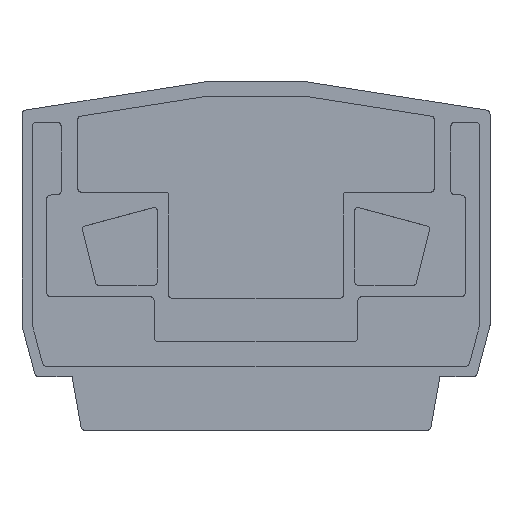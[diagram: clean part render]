
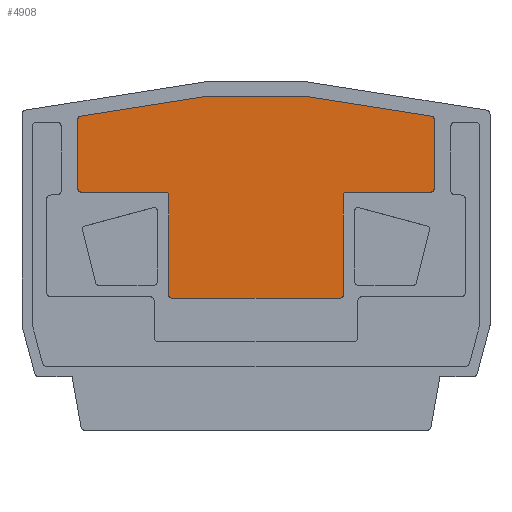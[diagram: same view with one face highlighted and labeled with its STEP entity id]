
A CAD part, top view. The second image highlights one B-rep face of the part: STEP entity #4908.
In plain terms, the highlighted planar face has unit normal (0, 0, 1).
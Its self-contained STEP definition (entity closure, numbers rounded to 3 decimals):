
#1261=DIRECTION('',(-1.,0.,0.));
#1262=VECTOR('',#1261,5.85);
#1263=CARTESIAN_POINT('',(12.05,12.7,3.9));
#1264=LINE('',#1263,#1262);
#1265=CARTESIAN_POINT('',(6.2,12.5,3.9));
#1266=DIRECTION('',(0.,0.,1.));
#1267=DIRECTION('',(0.,1.,0.));
#1268=AXIS2_PLACEMENT_3D('',#1265,#1266,#1267);
#1270=DIRECTION('',(0.,-1.,0.));
#1271=VECTOR('',#1270,6.9);
#1272=CARTESIAN_POINT('',(6.,12.5,3.9));
#1273=LINE('',#1272,#1271);
#1274=CARTESIAN_POINT('',(5.8,5.6,3.9));
#1275=DIRECTION('',(0.,0.,-1.));
#1276=DIRECTION('',(1.,0.,0.));
#1277=AXIS2_PLACEMENT_3D('',#1274,#1275,#1276);
#1279=DIRECTION('',(-1.,0.,0.));
#1280=VECTOR('',#1279,11.6);
#1281=CARTESIAN_POINT('',(5.8,5.4,3.9));
#1282=LINE('',#1281,#1280);
#1283=CARTESIAN_POINT('',(-5.8,5.6,3.9));
#1284=DIRECTION('',(0.,0.,-1.));
#1285=DIRECTION('',(0.,-1.,0.));
#1286=AXIS2_PLACEMENT_3D('',#1283,#1284,#1285);
#1288=DIRECTION('',(0.,1.,0.));
#1289=VECTOR('',#1288,6.9);
#1290=CARTESIAN_POINT('',(-6.,5.6,3.9));
#1291=LINE('',#1290,#1289);
#1292=CARTESIAN_POINT('',(-6.2,12.5,3.9));
#1293=DIRECTION('',(0.,0.,1.));
#1294=DIRECTION('',(1.,0.,0.));
#1295=AXIS2_PLACEMENT_3D('',#1292,#1293,#1294);
#1297=DIRECTION('',(-1.,0.,0.));
#1298=VECTOR('',#1297,5.85);
#1299=CARTESIAN_POINT('',(-6.2,12.7,3.9));
#1300=LINE('',#1299,#1298);
#1301=CARTESIAN_POINT('',(-12.05,12.9,3.9));
#1302=DIRECTION('',(0.,0.,-1.));
#1303=DIRECTION('',(0.,-1.,0.));
#1304=AXIS2_PLACEMENT_3D('',#1301,#1302,#1303);
#1306=DIRECTION('',(0.,1.,0.));
#1307=VECTOR('',#1306,4.822);
#1308=CARTESIAN_POINT('',(-12.25,12.9,3.9));
#1309=LINE('',#1308,#1307);
#1310=CARTESIAN_POINT('',(-12.05,17.722,3.9));
#1311=DIRECTION('',(0.,0.,-1.));
#1312=DIRECTION('',(-1.,0.,0.));
#1313=AXIS2_PLACEMENT_3D('',#1310,#1311,#1312);
#1315=DIRECTION('',(0.988,0.155,0.));
#1316=VECTOR('',#1315,8.876);
#1317=CARTESIAN_POINT('',(-12.081,17.919,3.9));
#1318=LINE('',#1317,#1316);
#1319=CARTESIAN_POINT('',(-3.281,19.1,3.9));
#1320=DIRECTION('',(0.,0.,-1.));
#1321=DIRECTION('',(-0.155,0.988,0.));
#1322=AXIS2_PLACEMENT_3D('',#1319,#1320,#1321);
#1324=DIRECTION('',(1.,0.,0.));
#1325=VECTOR('',#1324,6.563);
#1326=CARTESIAN_POINT('',(-3.281,19.3,3.9));
#1327=LINE('',#1326,#1325);
#1328=CARTESIAN_POINT('',(3.281,19.1,3.9));
#1329=DIRECTION('',(0.,0.,-1.));
#1330=DIRECTION('',(0.,1.,0.));
#1331=AXIS2_PLACEMENT_3D('',#1328,#1329,#1330);
#1333=DIRECTION('',(0.988,-0.155,0.));
#1334=VECTOR('',#1333,8.876);
#1335=CARTESIAN_POINT('',(3.312,19.298,3.9));
#1336=LINE('',#1335,#1334);
#1337=CARTESIAN_POINT('',(12.05,17.722,3.9));
#1338=DIRECTION('',(0.,0.,-1.));
#1339=DIRECTION('',(0.155,0.988,0.));
#1340=AXIS2_PLACEMENT_3D('',#1337,#1338,#1339);
#1342=DIRECTION('',(0.,-1.,0.));
#1343=VECTOR('',#1342,4.822);
#1344=CARTESIAN_POINT('',(12.25,17.722,3.9));
#1345=LINE('',#1344,#1343);
#1346=CARTESIAN_POINT('',(12.05,12.9,3.9));
#1347=DIRECTION('',(0.,0.,-1.));
#1348=DIRECTION('',(1.,0.,0.));
#1349=AXIS2_PLACEMENT_3D('',#1346,#1347,#1348);
#3187=CARTESIAN_POINT('',(-6.2,12.7,3.9));
#3188=VERTEX_POINT('',#3187);
#3189=CARTESIAN_POINT('',(-6.,12.5,3.9));
#3190=VERTEX_POINT('',#3189);
#3191=CARTESIAN_POINT('',(-12.05,12.7,3.9));
#3192=VERTEX_POINT('',#3191);
#3193=CARTESIAN_POINT('',(-12.25,12.9,3.9));
#3194=VERTEX_POINT('',#3193);
#3195=CARTESIAN_POINT('',(12.05,12.7,3.9));
#3196=CARTESIAN_POINT('',(6.2,12.7,3.9));
#3197=VERTEX_POINT('',#3195);
#3198=VERTEX_POINT('',#3196);
#3199=CARTESIAN_POINT('',(6.,12.5,3.9));
#3200=VERTEX_POINT('',#3199);
#3201=CARTESIAN_POINT('',(6.,5.6,3.9));
#3202=VERTEX_POINT('',#3201);
#3203=CARTESIAN_POINT('',(5.8,5.4,3.9));
#3204=VERTEX_POINT('',#3203);
#3205=CARTESIAN_POINT('',(-5.8,5.4,3.9));
#3206=VERTEX_POINT('',#3205);
#3207=CARTESIAN_POINT('',(-6.,5.6,3.9));
#3208=VERTEX_POINT('',#3207);
#3209=CARTESIAN_POINT('',(-12.25,17.722,3.9));
#3210=VERTEX_POINT('',#3209);
#3211=CARTESIAN_POINT('',(-12.081,17.919,3.9));
#3212=VERTEX_POINT('',#3211);
#3213=CARTESIAN_POINT('',(-3.312,19.298,3.9));
#3214=VERTEX_POINT('',#3213);
#3215=CARTESIAN_POINT('',(-3.281,19.3,3.9));
#3216=VERTEX_POINT('',#3215);
#3217=CARTESIAN_POINT('',(3.281,19.3,3.9));
#3218=VERTEX_POINT('',#3217);
#3219=CARTESIAN_POINT('',(3.312,19.298,3.9));
#3220=VERTEX_POINT('',#3219);
#3221=CARTESIAN_POINT('',(12.081,17.919,3.9));
#3222=VERTEX_POINT('',#3221);
#3223=CARTESIAN_POINT('',(12.25,17.722,3.9));
#3224=VERTEX_POINT('',#3223);
#3225=CARTESIAN_POINT('',(12.25,12.9,3.9));
#3226=VERTEX_POINT('',#3225);
#4864=CARTESIAN_POINT('',(0.,0.,3.9));
#4865=DIRECTION('',(0.,0.,1.));
#4866=DIRECTION('',(-1.,0.,0.));
#4867=AXIS2_PLACEMENT_3D('',#4864,#4865,#4866);
#4868=PLANE('',#4867);
#4870=ORIENTED_EDGE('',*,*,#4869,.T.);
#4872=ORIENTED_EDGE('',*,*,#4871,.T.);
#4874=ORIENTED_EDGE('',*,*,#4873,.T.);
#4876=ORIENTED_EDGE('',*,*,#4875,.T.);
#4878=ORIENTED_EDGE('',*,*,#4877,.T.);
#4880=ORIENTED_EDGE('',*,*,#4879,.T.);
#4882=ORIENTED_EDGE('',*,*,#4881,.T.);
#4883=ORIENTED_EDGE('',*,*,#4829,.T.);
#4884=ORIENTED_EDGE('',*,*,#4845,.T.);
#4885=ORIENTED_EDGE('',*,*,#4855,.T.);
#4887=ORIENTED_EDGE('',*,*,#4886,.T.);
#4889=ORIENTED_EDGE('',*,*,#4888,.T.);
#4891=ORIENTED_EDGE('',*,*,#4890,.T.);
#4893=ORIENTED_EDGE('',*,*,#4892,.T.);
#4895=ORIENTED_EDGE('',*,*,#4894,.T.);
#4897=ORIENTED_EDGE('',*,*,#4896,.T.);
#4899=ORIENTED_EDGE('',*,*,#4898,.T.);
#4901=ORIENTED_EDGE('',*,*,#4900,.T.);
#4903=ORIENTED_EDGE('',*,*,#4902,.T.);
#4905=ORIENTED_EDGE('',*,*,#4904,.T.);
#4906=EDGE_LOOP('',(#4870,#4872,#4874,#4876,#4878,#4880,#4882,#4883,#4884,#4885,
#4887,#4889,#4891,#4893,#4895,#4897,#4899,#4901,#4903,#4905));
#4907=FACE_OUTER_BOUND('',#4906,.F.);
#1269=CIRCLE('',#1268,0.2);
#1278=CIRCLE('',#1277,0.2);
#1287=CIRCLE('',#1286,0.2);
#1296=CIRCLE('',#1295,0.2);
#1305=CIRCLE('',#1304,0.2);
#1314=CIRCLE('',#1313,0.2);
#1323=CIRCLE('',#1322,0.2);
#1332=CIRCLE('',#1331,0.2);
#1341=CIRCLE('',#1340,0.2);
#1350=CIRCLE('',#1349,0.2);
#4829=EDGE_CURVE('',#3190,#3188,#1296,.T.);
#4845=EDGE_CURVE('',#3188,#3192,#1300,.T.);
#4855=EDGE_CURVE('',#3192,#3194,#1305,.T.);
#4869=EDGE_CURVE('',#3197,#3198,#1264,.T.);
#4871=EDGE_CURVE('',#3198,#3200,#1269,.T.);
#4873=EDGE_CURVE('',#3200,#3202,#1273,.T.);
#4875=EDGE_CURVE('',#3202,#3204,#1278,.T.);
#4877=EDGE_CURVE('',#3204,#3206,#1282,.T.);
#4879=EDGE_CURVE('',#3206,#3208,#1287,.T.);
#4881=EDGE_CURVE('',#3208,#3190,#1291,.T.);
#4886=EDGE_CURVE('',#3194,#3210,#1309,.T.);
#4888=EDGE_CURVE('',#3210,#3212,#1314,.T.);
#4890=EDGE_CURVE('',#3212,#3214,#1318,.T.);
#4892=EDGE_CURVE('',#3214,#3216,#1323,.T.);
#4894=EDGE_CURVE('',#3216,#3218,#1327,.T.);
#4896=EDGE_CURVE('',#3218,#3220,#1332,.T.);
#4898=EDGE_CURVE('',#3220,#3222,#1336,.T.);
#4900=EDGE_CURVE('',#3222,#3224,#1341,.T.);
#4902=EDGE_CURVE('',#3224,#3226,#1345,.T.);
#4904=EDGE_CURVE('',#3226,#3197,#1350,.T.);
#4908=ADVANCED_FACE('',(#4907),#4868,.T.);
